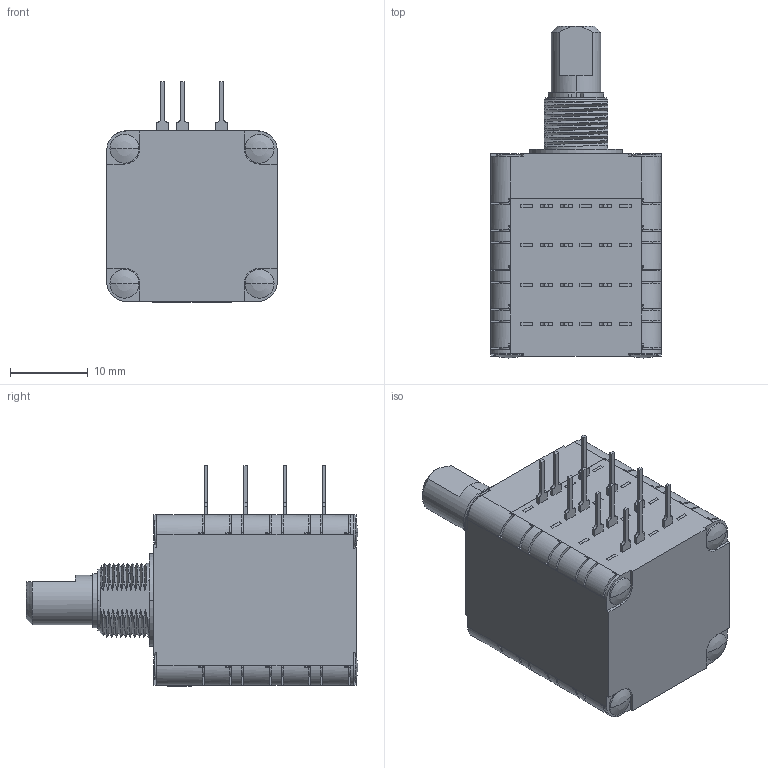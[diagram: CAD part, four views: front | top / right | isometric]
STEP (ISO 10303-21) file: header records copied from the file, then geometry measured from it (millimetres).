
FILE_DESCRIPTION((''),'2;1');
FILE_NAME('25BSPXX-Q-4-XX','2009-11-06T',('Administrator'),(''),'PRO/ENGINEER BY PARAMETRIC TECHNOLOGY CORPORATION, 2006200','PRO/ENGINEER BY PARAMETRIC TECHNOLOGY CORPORATION, 2006200','');
FILE_SCHEMA(('CONFIG_CONTROL_DESIGN'));
Length unit declared in the file: inch
Products named in the file (1): 25BSPXX-Q-4-XX
Bounding box: 21.97 x 42.75 x 28.43 mm (x, y, z)
Volume: 6687.9 mm3; surface area: 11040.3 mm2
Topology: 1 solids, 1 shells, 1337 faces, 3697 edges, 2409 vertices
Faces by surface type: plane 1012, cylinder 252, bspline 46, cone 19, sphere 8
Entity records: 54150 total; most frequent: CARTESIAN_POINT 10856, ORIENTED_EDGE 7362, DIRECTION 7012, EDGE_CURVE 3681, VECTOR 2628, LINE 2628, VERTEX_POINT 2409, AXIS2_PLACEMENT_3D 2192
